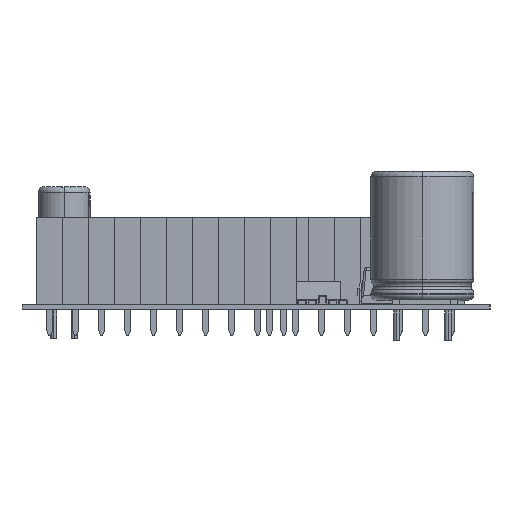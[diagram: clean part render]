
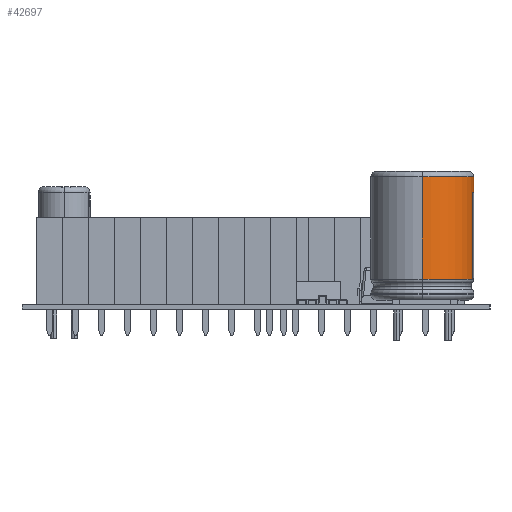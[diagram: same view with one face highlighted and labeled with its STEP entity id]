
A CAD part, left-side view. The second image highlights one B-rep face of the part: STEP entity #42697.
In plain terms, the highlighted cylindrical face has radius 5.025 mm (diameter 10.051 mm), a partial arc.
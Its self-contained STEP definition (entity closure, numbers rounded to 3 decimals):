
#42185 = EDGE_CURVE('',#42186,#42188,#42190,.T.);
#42186 = VERTEX_POINT('',#42187);
#42187 = CARTESIAN_POINT('',(4.94,10.986,
    0.923));
#42188 = VERTEX_POINT('',#42189);
#42189 = CARTESIAN_POINT('',(4.95,10.986,
    -0.868));
#42190 = CIRCLE('',#42191,5.025);
#42191 = AXIS2_PLACEMENT_3D('',#42192,#42193,#42194);
#42192 = CARTESIAN_POINT('',(0.,10.986,0.
    ));
#42193 = DIRECTION('',(0.,1.,0.));
#42194 = DIRECTION('',(0.985,0.,
    -0.173));
#42196 = EDGE_CURVE('',#42186,#42197,#42199,.T.);
#42197 = VERTEX_POINT('',#42198);
#42198 = CARTESIAN_POINT('',(4.94,2.585,0.923
    ));
#42199 = LINE('',#42200,#42201);
#42200 = CARTESIAN_POINT('',(4.94,10.986,
    0.923));
#42201 = VECTOR('',#42202,1.);
#42202 = DIRECTION('',(0.,-1.,0.));
#42204 = EDGE_CURVE('',#42197,#42205,#42207,.T.);
#42205 = VERTEX_POINT('',#42206);
#42206 = CARTESIAN_POINT('',(4.95,2.585,
    -0.868));
#42207 = CIRCLE('',#42208,5.025);
#42208 = AXIS2_PLACEMENT_3D('',#42209,#42210,#42211);
#42209 = CARTESIAN_POINT('',(0.,2.585,0.)
  );
#42210 = DIRECTION('',(0.,1.,0.));
#42211 = DIRECTION('',(0.985,0.,
    -0.173));
#42213 = EDGE_CURVE('',#42205,#42188,#42214,.T.);
#42214 = LINE('',#42215,#42216);
#42215 = CARTESIAN_POINT('',(4.95,2.585,
    -0.868));
#42216 = VECTOR('',#42217,1.);
#42217 = DIRECTION('',(0.,1.,0.));
#42667 = EDGE_CURVE('',#42668,#42670,#42672,.T.);
#42668 = VERTEX_POINT('',#42669);
#42669 = CARTESIAN_POINT('',(0.,2.52,5.025)
  );
#42670 = VERTEX_POINT('',#42671);
#42671 = CARTESIAN_POINT('',(0.,2.52,-5.025)
  );
#42672 = CIRCLE('',#42673,5.025);
#42673 = AXIS2_PLACEMENT_3D('',#42674,#42675,#42676);
#42674 = CARTESIAN_POINT('',(0.,2.52,0.)
  );
#42675 = DIRECTION('',(0.,1.,0.));
#42676 = DIRECTION('',(-1.,0.,0.));
#42697 = ADVANCED_FACE('',(#42698,#42704),#42730,.T.);
#42698 = FACE_BOUND('',#42699,.T.);
#42699 = EDGE_LOOP('',(#42700,#42701,#42702,#42703));
#42700 = ORIENTED_EDGE('',*,*,#42196,.F.);
#42701 = ORIENTED_EDGE('',*,*,#42185,.T.);
#42702 = ORIENTED_EDGE('',*,*,#42213,.F.);
#42703 = ORIENTED_EDGE('',*,*,#42204,.F.);
#42704 = FACE_BOUND('',#42705,.T.);
#42705 = EDGE_LOOP('',(#42706,#42717,#42723,#42724));
#42706 = ORIENTED_EDGE('',*,*,#42707,.F.);
#42707 = EDGE_CURVE('',#42708,#42710,#42712,.T.);
#42708 = VERTEX_POINT('',#42709);
#42709 = CARTESIAN_POINT('',(0.,12.5,5.025));
#42710 = VERTEX_POINT('',#42711);
#42711 = CARTESIAN_POINT('',(0.,12.5,-5.025));
#42712 = CIRCLE('',#42713,5.025);
#42713 = AXIS2_PLACEMENT_3D('',#42714,#42715,#42716);
#42714 = CARTESIAN_POINT('',(0.,12.5,0.));
#42715 = DIRECTION('',(0.,1.,0.));
#42716 = DIRECTION('',(-1.,0.,0.));
#42717 = ORIENTED_EDGE('',*,*,#42718,.T.);
#42718 = EDGE_CURVE('',#42708,#42668,#42719,.T.);
#42719 = LINE('',#42720,#42721);
#42720 = CARTESIAN_POINT('',(0.,12.922,5.025
    ));
#42721 = VECTOR('',#42722,1.);
#42722 = DIRECTION('',(0.,-1.,0.));
#42723 = ORIENTED_EDGE('',*,*,#42667,.T.);
#42724 = ORIENTED_EDGE('',*,*,#42725,.T.);
#42725 = EDGE_CURVE('',#42670,#42710,#42726,.T.);
#42726 = LINE('',#42727,#42728);
#42727 = CARTESIAN_POINT('',(0.,12.922,-5.025
    ));
#42728 = VECTOR('',#42729,1.);
#42729 = DIRECTION('',(0.,1.,0.));
#42730 = CYLINDRICAL_SURFACE('',#42731,5.025);
#42731 = AXIS2_PLACEMENT_3D('',#42732,#42733,#42734);
#42732 = CARTESIAN_POINT('',(0.,12.922,0.));
#42733 = DIRECTION('',(0.,1.,0.));
#42734 = DIRECTION('',(-1.,0.,0.));
